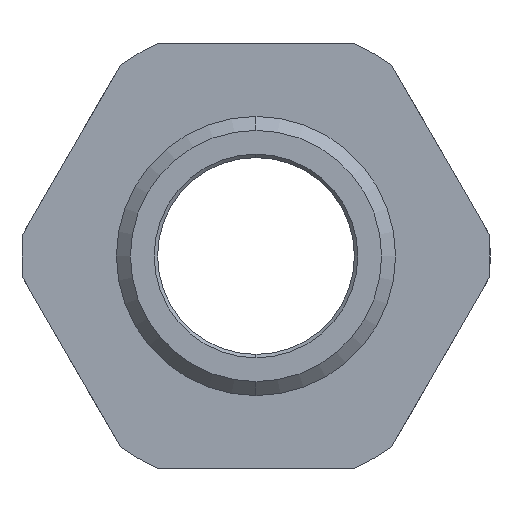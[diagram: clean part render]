
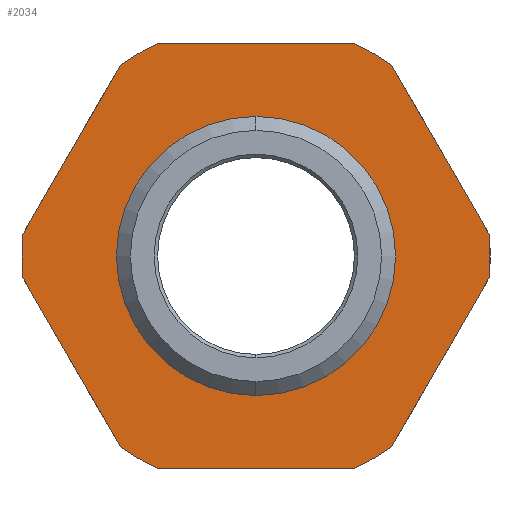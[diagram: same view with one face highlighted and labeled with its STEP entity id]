
A CAD part, left-side view. The second image highlights one B-rep face of the part: STEP entity #2034.
In plain terms, the highlighted planar face has unit normal (-1, 0, 0).
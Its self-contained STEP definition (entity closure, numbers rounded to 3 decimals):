
#23 = CARTESIAN_POINT ( 'NONE',  ( 15.3, 0., 0. ) ) ;
#54 = CARTESIAN_POINT ( 'NONE',  ( 15.3, 0., 0. ) ) ;
#70 = DIRECTION ( 'NONE',  ( 0., -0.5, 0.866 ) ) ;
#85 = VERTEX_POINT ( 'NONE', #2125 ) ;
#87 = CARTESIAN_POINT ( 'NONE',  ( 15.3, -16.701, -1.573 ) ) ;
#89 = ORIENTED_EDGE ( 'NONE', *, *, #2012, .T. ) ;
#126 = VERTEX_POINT ( 'NONE', #3107 ) ;
#154 = VECTOR ( 'NONE', #2366, 1000. ) ;
#161 = DIRECTION ( 'NONE',  ( -1., 0., 0. ) ) ;
#173 = ORIENTED_EDGE ( 'NONE', *, *, #2587, .T. ) ;
#185 = DIRECTION ( 'NONE',  ( 0., 0., 1. ) ) ;
#186 = EDGE_CURVE ( 'NONE', #2426, #674, #2800, .T. ) ;
#204 = VERTEX_POINT ( 'NONE', #1698 ) ;
#233 = DIRECTION ( 'NONE',  ( 0., 0.5, -0.866 ) ) ;
#234 = LINE ( 'NONE', #506, #2844 ) ;
#236 = ORIENTED_EDGE ( 'NONE', *, *, #2484, .T. ) ;
#265 = FACE_BOUND ( 'NONE', #1727, .T. ) ;
#284 = DIRECTION ( 'NONE',  ( -1., 0., 0. ) ) ;
#299 = VERTEX_POINT ( 'NONE', #401 ) ;
#318 = LINE ( 'NONE', #1391, #1252 ) ;
#320 = DIRECTION ( 'NONE',  ( -1., 0., 0. ) ) ;
#401 = CARTESIAN_POINT ( 'NONE',  ( 15.3, 0., -10. ) ) ;
#410 = DIRECTION ( 'NONE',  ( 0., 0., 1. ) ) ;
#419 = VERTEX_POINT ( 'NONE', #1538 ) ;
#499 = VERTEX_POINT ( 'NONE', #1044 ) ;
#506 = CARTESIAN_POINT ( 'NONE',  ( 15.3, 6.988, 15.25 ) ) ;
#530 = ORIENTED_EDGE ( 'NONE', *, *, #186, .T. ) ;
#546 = ORIENTED_EDGE ( 'NONE', *, *, #852, .T. ) ;
#547 = CARTESIAN_POINT ( 'NONE',  ( 15.3, -9.713, -13.677 ) ) ;
#558 = CARTESIAN_POINT ( 'NONE',  ( 15.3, 16.701, -1.573 ) ) ;
#615 = DIRECTION ( 'NONE',  ( 0., 0., 1. ) ) ;
#624 = DIRECTION ( 'NONE',  ( 0., 0., 1. ) ) ;
#645 = EDGE_CURVE ( 'NONE', #2708, #85, #318, .T. ) ;
#655 = LINE ( 'NONE', #994, #2564 ) ;
#657 = CARTESIAN_POINT ( 'NONE',  ( 15.3, -6.988, -15.25 ) ) ;
#660 = DIRECTION ( 'NONE',  ( 0., 0., 1. ) ) ;
#674 = VERTEX_POINT ( 'NONE', #2133 ) ;
#704 = DIRECTION ( 'NONE',  ( -1., 0., 0. ) ) ;
#724 = DIRECTION ( 'NONE',  ( 0., 0., 1. ) ) ;
#850 = CARTESIAN_POINT ( 'NONE',  ( 15.3, 6.988, -15.25 ) ) ;
#852 = EDGE_CURVE ( 'NONE', #3075, #499, #234, .T. ) ;
#914 = DIRECTION ( 'NONE',  ( 0., -1., 0. ) ) ;
#922 = CARTESIAN_POINT ( 'NONE',  ( 15.3, 0., 0. ) ) ;
#944 = ORIENTED_EDGE ( 'NONE', *, *, #3185, .F. ) ;
#991 = AXIS2_PLACEMENT_3D ( 'NONE', #3226, #704, #185 ) ;
#994 = CARTESIAN_POINT ( 'NONE',  ( 15.3, 16.701, 1.573 ) ) ;
#1030 = AXIS2_PLACEMENT_3D ( 'NONE', #1196, #2697, #724 ) ;
#1044 = CARTESIAN_POINT ( 'NONE',  ( 15.3, 6.988, 15.25 ) ) ;
#1106 = CARTESIAN_POINT ( 'NONE',  ( 15.3, 10., 0. ) ) ;
#1109 = ORIENTED_EDGE ( 'NONE', *, *, #2984, .T. ) ;
#1114 = PLANE ( 'NONE',  #3268 ) ;
#1124 = AXIS2_PLACEMENT_3D ( 'NONE', #23, #284, #2055 ) ;
#1194 = VERTEX_POINT ( 'NONE', #87 ) ;
#1196 = CARTESIAN_POINT ( 'NONE',  ( 15.3, 0., 0. ) ) ;
#1240 = CIRCLE ( 'NONE', #1030, 10. ) ;
#1252 = VECTOR ( 'NONE', #2897, 1000. ) ;
#1262 = ORIENTED_EDGE ( 'NONE', *, *, #2303, .T. ) ;
#1271 = EDGE_CURVE ( 'NONE', #674, #1907, #2796, .T. ) ;
#1294 = VERTEX_POINT ( 'NONE', #1974 ) ;
#1340 = CARTESIAN_POINT ( 'NONE',  ( 15.3, 0., 0. ) ) ;
#1391 = CARTESIAN_POINT ( 'NONE',  ( 15.3, 9.713, -13.677 ) ) ;
#1430 = CARTESIAN_POINT ( 'NONE',  ( 15.3, 0., 0. ) ) ;
#1490 = ORIENTED_EDGE ( 'NONE', *, *, #2117, .T. ) ;
#1505 = EDGE_CURVE ( 'NONE', #204, #2708, #2129, .T. ) ;
#1538 = CARTESIAN_POINT ( 'NONE',  ( 15.3, -16.701, 1.573 ) ) ;
#1543 = FACE_OUTER_BOUND ( 'NONE', #2431, .T. ) ;
#1562 = VERTEX_POINT ( 'NONE', #2318 ) ;
#1603 = CARTESIAN_POINT ( 'NONE',  ( 15.3, -16.701, -1.573 ) ) ;
#1609 = CARTESIAN_POINT ( 'NONE',  ( 15.3, -6.988, 15.25 ) ) ;
#1614 = CARTESIAN_POINT ( 'NONE',  ( 15.3, -9.713, 13.677 ) ) ;
#1624 = DIRECTION ( 'NONE',  ( -1., 0., 0. ) ) ;
#1665 = VECTOR ( 'NONE', #70, 1000. ) ;
#1698 = CARTESIAN_POINT ( 'NONE',  ( 15.3, 16.701, 1.573 ) ) ;
#1727 = EDGE_LOOP ( 'NONE', ( #944, #2343 ) ) ;
#1731 = CIRCLE ( 'NONE', #991, 16.775 ) ;
#1777 = VECTOR ( 'NONE', #914, 1000. ) ;
#1807 = CIRCLE ( 'NONE', #2916, 16.775 ) ;
#1851 = AXIS2_PLACEMENT_3D ( 'NONE', #1340, #320, #2340 ) ;
#1907 = VERTEX_POINT ( 'NONE', #547 ) ;
#1953 = ORIENTED_EDGE ( 'NONE', *, *, #2430, .T. ) ;
#1974 = CARTESIAN_POINT ( 'NONE',  ( 15.3, -9.713, 13.677 ) ) ;
#2005 = AXIS2_PLACEMENT_3D ( 'NONE', #54, #2101, #615 ) ;
#2010 = CIRCLE ( 'NONE', #2137, 16.775 ) ;
#2012 = EDGE_CURVE ( 'NONE', #419, #1294, #2090, .T. ) ;
#2034 = ADVANCED_FACE ( 'NONE', ( #265, #1543 ), #1114, .T. ) ;
#2044 = DIRECTION ( 'NONE',  ( 0., 1., 0. ) ) ;
#2055 = DIRECTION ( 'NONE',  ( 0., 0., 1. ) ) ;
#2090 = LINE ( 'NONE', #1614, #154 ) ;
#2101 = DIRECTION ( 'NONE',  ( -1., 0., 0. ) ) ;
#2117 = EDGE_CURVE ( 'NONE', #1194, #419, #3239, .T. ) ;
#2125 = CARTESIAN_POINT ( 'NONE',  ( 15.3, 9.713, -13.677 ) ) ;
#2129 = CIRCLE ( 'NONE', #2005, 16.775 ) ;
#2133 = CARTESIAN_POINT ( 'NONE',  ( 15.3, -6.988, -15.25 ) ) ;
#2137 = AXIS2_PLACEMENT_3D ( 'NONE', #2630, #2144, #660 ) ;
#2144 = DIRECTION ( 'NONE',  ( -1., 0., 0. ) ) ;
#2303 = EDGE_CURVE ( 'NONE', #499, #126, #1807, .T. ) ;
#2318 = CARTESIAN_POINT ( 'NONE',  ( 15.3, 0., 10. ) ) ;
#2340 = DIRECTION ( 'NONE',  ( 0., 0., 1. ) ) ;
#2343 = ORIENTED_EDGE ( 'NONE', *, *, #2691, .F. ) ;
#2347 = ORIENTED_EDGE ( 'NONE', *, *, #1505, .T. ) ;
#2366 = DIRECTION ( 'NONE',  ( 0., 0.5, 0.866 ) ) ;
#2426 = VERTEX_POINT ( 'NONE', #850 ) ;
#2430 = EDGE_CURVE ( 'NONE', #1907, #1194, #3031, .T. ) ;
#2431 = EDGE_LOOP ( 'NONE', ( #2347, #2856, #173, #530, #2860, #1953, #1490, #89, #236, #546, #1262, #1109 ) ) ;
#2484 = EDGE_CURVE ( 'NONE', #1294, #3075, #2010, .T. ) ;
#2564 = VECTOR ( 'NONE', #233, 1000. ) ;
#2587 = EDGE_CURVE ( 'NONE', #85, #2426, #1731, .T. ) ;
#2630 = CARTESIAN_POINT ( 'NONE',  ( 15.3, 0., 0. ) ) ;
#2672 = DIRECTION ( 'NONE',  ( 0., 0., 1. ) ) ;
#2691 = EDGE_CURVE ( 'NONE', #1562, #299, #2833, .T. ) ;
#2697 = DIRECTION ( 'NONE',  ( -1., 0., 0. ) ) ;
#2703 = AXIS2_PLACEMENT_3D ( 'NONE', #922, #2935, #2672 ) ;
#2708 = VERTEX_POINT ( 'NONE', #558 ) ;
#2796 = CIRCLE ( 'NONE', #2703, 16.775 ) ;
#2800 = LINE ( 'NONE', #657, #1777 ) ;
#2833 = CIRCLE ( 'NONE', #1124, 10. ) ;
#2844 = VECTOR ( 'NONE', #2044, 1000. ) ;
#2856 = ORIENTED_EDGE ( 'NONE', *, *, #645, .T. ) ;
#2860 = ORIENTED_EDGE ( 'NONE', *, *, #1271, .T. ) ;
#2897 = DIRECTION ( 'NONE',  ( 0., -0.5, -0.866 ) ) ;
#2916 = AXIS2_PLACEMENT_3D ( 'NONE', #1430, #161, #410 ) ;
#2935 = DIRECTION ( 'NONE',  ( -1., 0., 0. ) ) ;
#2984 = EDGE_CURVE ( 'NONE', #126, #204, #655, .T. ) ;
#3031 = LINE ( 'NONE', #1603, #1665 ) ;
#3075 = VERTEX_POINT ( 'NONE', #1609 ) ;
#3107 = CARTESIAN_POINT ( 'NONE',  ( 15.3, 9.713, 13.677 ) ) ;
#3185 = EDGE_CURVE ( 'NONE', #299, #1562, #1240, .T. ) ;
#3226 = CARTESIAN_POINT ( 'NONE',  ( 15.3, 0., 0. ) ) ;
#3239 = CIRCLE ( 'NONE', #1851, 16.775 ) ;
#3268 = AXIS2_PLACEMENT_3D ( 'NONE', #1106, #1624, #624 ) ;
